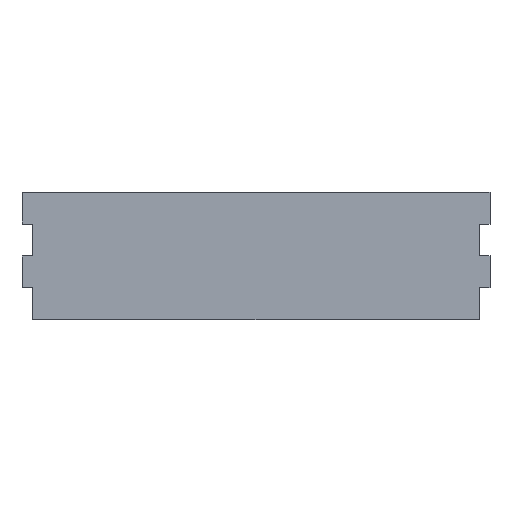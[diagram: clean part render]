
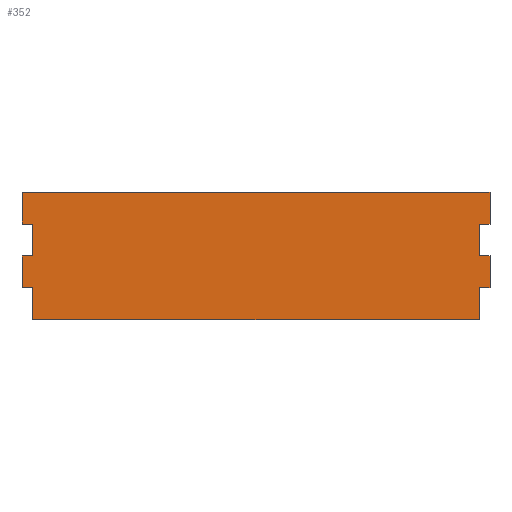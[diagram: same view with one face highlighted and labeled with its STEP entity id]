
A CAD part, top view. The second image highlights one B-rep face of the part: STEP entity #352.
In plain terms, the highlighted planar face has unit normal (0, 0, 1).
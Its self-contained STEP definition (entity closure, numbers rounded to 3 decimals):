
#26=FACE_OUTER_BOUND('',#44,.T.);
#44=EDGE_LOOP('',(#271,#272,#273,#274,#275,#276,#277,#278,#279,#280,#281,
#282,#283,#284,#285,#286));
#51=LINE('',#481,#99);
#55=LINE('',#489,#103);
#58=LINE('',#496,#106);
#62=LINE('',#504,#110);
#65=LINE('',#510,#113);
#68=LINE('',#517,#116);
#72=LINE('',#525,#120);
#75=LINE('',#531,#123);
#78=LINE('',#538,#126);
#82=LINE('',#546,#130);
#87=LINE('',#555,#135);
#88=LINE('',#557,#136);
#89=LINE('',#559,#137);
#90=LINE('',#560,#138);
#91=LINE('',#561,#139);
#92=LINE('',#562,#140);
#99=VECTOR('',#395,10.);
#103=VECTOR('',#401,10.);
#106=VECTOR('',#406,10.);
#110=VECTOR('',#412,10.);
#113=VECTOR('',#417,10.);
#116=VECTOR('',#422,10.);
#120=VECTOR('',#428,10.);
#123=VECTOR('',#433,10.);
#126=VECTOR('',#438,10.);
#130=VECTOR('',#444,10.);
#135=VECTOR('',#451,10.);
#136=VECTOR('',#454,10.);
#137=VECTOR('',#455,10.);
#138=VECTOR('',#456,10.);
#139=VECTOR('',#457,10.);
#140=VECTOR('',#458,10.);
#147=VERTEX_POINT('',#479);
#148=VERTEX_POINT('',#480);
#151=VERTEX_POINT('',#488);
#153=VERTEX_POINT('',#494);
#154=VERTEX_POINT('',#495);
#157=VERTEX_POINT('',#503);
#159=VERTEX_POINT('',#509);
#161=VERTEX_POINT('',#515);
#162=VERTEX_POINT('',#516);
#165=VERTEX_POINT('',#524);
#167=VERTEX_POINT('',#530);
#169=VERTEX_POINT('',#536);
#170=VERTEX_POINT('',#537);
#173=VERTEX_POINT('',#545);
#176=VERTEX_POINT('',#553);
#177=VERTEX_POINT('',#558);
#179=EDGE_CURVE('',#147,#148,#51,.T.);
#183=EDGE_CURVE('',#148,#151,#55,.T.);
#186=EDGE_CURVE('',#153,#154,#58,.T.);
#190=EDGE_CURVE('',#154,#157,#62,.T.);
#193=EDGE_CURVE('',#159,#153,#65,.T.);
#196=EDGE_CURVE('',#161,#162,#68,.T.);
#200=EDGE_CURVE('',#162,#165,#72,.T.);
#203=EDGE_CURVE('',#167,#161,#75,.T.);
#206=EDGE_CURVE('',#169,#170,#78,.T.);
#210=EDGE_CURVE('',#173,#169,#82,.T.);
#215=EDGE_CURVE('',#165,#176,#87,.T.);
#216=EDGE_CURVE('',#151,#167,#88,.T.);
#217=EDGE_CURVE('',#176,#177,#89,.T.);
#218=EDGE_CURVE('',#177,#159,#90,.T.);
#219=EDGE_CURVE('',#157,#173,#91,.T.);
#220=EDGE_CURVE('',#170,#147,#92,.T.);
#271=ORIENTED_EDGE('',*,*,#179,.T.);
#272=ORIENTED_EDGE('',*,*,#183,.T.);
#273=ORIENTED_EDGE('',*,*,#216,.T.);
#274=ORIENTED_EDGE('',*,*,#203,.T.);
#275=ORIENTED_EDGE('',*,*,#196,.T.);
#276=ORIENTED_EDGE('',*,*,#200,.T.);
#277=ORIENTED_EDGE('',*,*,#215,.T.);
#278=ORIENTED_EDGE('',*,*,#217,.T.);
#279=ORIENTED_EDGE('',*,*,#218,.T.);
#280=ORIENTED_EDGE('',*,*,#193,.T.);
#281=ORIENTED_EDGE('',*,*,#186,.T.);
#282=ORIENTED_EDGE('',*,*,#190,.T.);
#283=ORIENTED_EDGE('',*,*,#219,.T.);
#284=ORIENTED_EDGE('',*,*,#210,.T.);
#285=ORIENTED_EDGE('',*,*,#206,.T.);
#286=ORIENTED_EDGE('',*,*,#220,.T.);
#334=PLANE('',#384);
#352=ADVANCED_FACE('',(#26),#334,.T.);
#384=AXIS2_PLACEMENT_3D('',#556,#452,#453);
#395=DIRECTION('',(0.,1.,0.));
#401=DIRECTION('',(1.,0.,0.));
#406=DIRECTION('',(0.,-1.,0.));
#412=DIRECTION('',(-1.,0.,0.));
#417=DIRECTION('',(1.,0.,0.));
#422=DIRECTION('',(0.,1.,0.));
#428=DIRECTION('',(1.,0.,0.));
#433=DIRECTION('',(-1.,0.,0.));
#438=DIRECTION('',(0.,-1.,0.));
#444=DIRECTION('',(1.,0.,0.));
#451=DIRECTION('',(0.,1.,0.));
#452=DIRECTION('center_axis',(0.,0.,1.));
#453=DIRECTION('ref_axis',(1.,0.,0.));
#454=DIRECTION('',(0.,1.,0.));
#455=DIRECTION('',(-1.,0.,0.));
#456=DIRECTION('',(0.,-1.,0.));
#457=DIRECTION('',(0.,-1.,0.));
#458=DIRECTION('',(1.,0.,0.));
#479=CARTESIAN_POINT('',(155.,-30.,5.));
#480=CARTESIAN_POINT('',(155.,-15.,5.));
#481=CARTESIAN_POINT('',(155.,-7.5,5.));
#488=CARTESIAN_POINT('',(160.,-15.,5.));
#489=CARTESIAN_POINT('',(105.,-15.,5.));
#494=CARTESIAN_POINT('',(-55.,15.,5.));
#495=CARTESIAN_POINT('',(-55.,0.,5.));
#496=CARTESIAN_POINT('',(-55.,0.,5.));
#503=CARTESIAN_POINT('',(-60.,0.,5.));
#504=CARTESIAN_POINT('',(-5.,0.,5.));
#509=CARTESIAN_POINT('',(-60.,15.,5.));
#510=CARTESIAN_POINT('',(-2.5,15.,5.));
#515=CARTESIAN_POINT('',(155.,0.,5.));
#516=CARTESIAN_POINT('',(155.,15.,5.));
#517=CARTESIAN_POINT('',(155.,7.5,5.));
#524=CARTESIAN_POINT('',(160.,15.,5.));
#525=CARTESIAN_POINT('',(105.,15.,5.));
#530=CARTESIAN_POINT('',(160.,0.,5.));
#531=CARTESIAN_POINT('',(102.5,0.,5.));
#536=CARTESIAN_POINT('',(-55.,-15.,5.));
#537=CARTESIAN_POINT('',(-55.,-30.,5.));
#538=CARTESIAN_POINT('',(-55.,-15.,5.));
#545=CARTESIAN_POINT('',(-60.,-15.,5.));
#546=CARTESIAN_POINT('',(-2.5,-15.,5.));
#553=CARTESIAN_POINT('',(160.,30.,5.));
#555=CARTESIAN_POINT('',(160.,30.,5.));
#556=CARTESIAN_POINT('Origin',(50.,0.,5.));
#557=CARTESIAN_POINT('',(160.,30.,5.));
#558=CARTESIAN_POINT('',(-60.,30.,5.));
#559=CARTESIAN_POINT('',(-60.,30.,5.));
#560=CARTESIAN_POINT('',(-60.,-30.,5.));
#561=CARTESIAN_POINT('',(-60.,-30.,5.));
#562=CARTESIAN_POINT('',(160.,-30.,5.));
